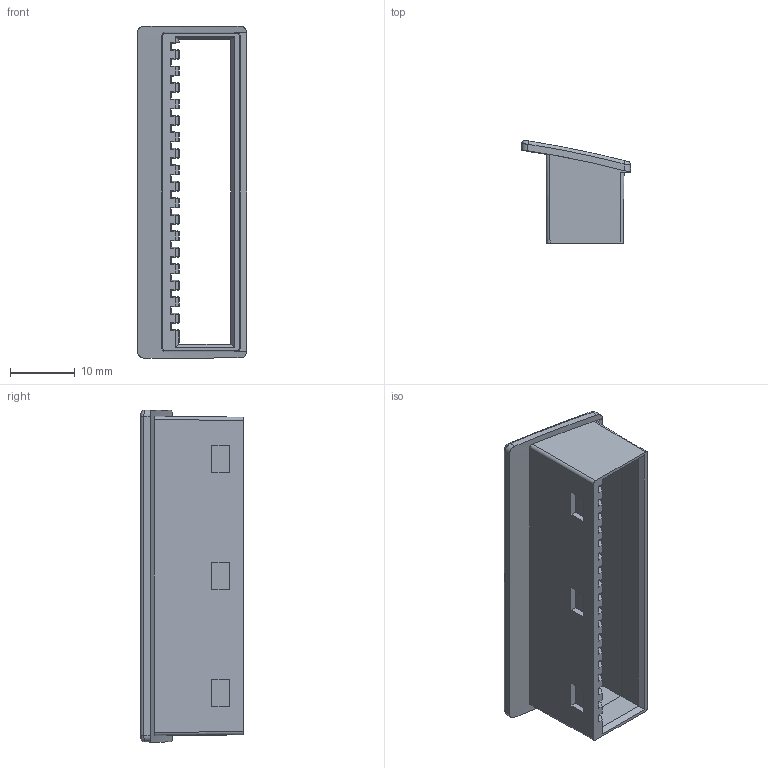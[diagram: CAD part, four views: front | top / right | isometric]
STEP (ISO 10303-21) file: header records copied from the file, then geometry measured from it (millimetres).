
FILE_DESCRIPTION(/* description */ (''),/* implementation_level */ '2;1');
FILE_NAME(/* name */ 'Cover A.ipt.step',/* time_stamp */ '2020-04-16T23:11:54-04:00',/* author */ ('Jordan'),/* organization */ (''),/* preprocessor_version */ 'ST-DEVELOPER v17',/* originating_system */ 'Autodesk Inventor 2019',/* authorisation */ '');
FILE_SCHEMA (('AUTOMOTIVE_DESIGN { 1 0 10303 214 3 1 1 }'));
Length unit declared in the file: inch
Products named in the file (1): Cover A
Bounding box: 16.8 x 15.79 x 51.12 mm (x, y, z)
Volume: 2880.9 mm3; surface area: 4804.2 mm2
Topology: 1 solids, 1 shells, 479 faces, 1286 edges, 850 vertices
Faces by surface type: plane 347, bspline 82, cylinder 48, cone 2
Entity records: 20483 total; most frequent: CARTESIAN_POINT 8539, ORIENTED_EDGE 2572, DIRECTION 2169, EDGE_CURVE 1286, LINE 857, VECTOR 857, VERTEX_POINT 850, AXIS2_PLACEMENT_3D 656
